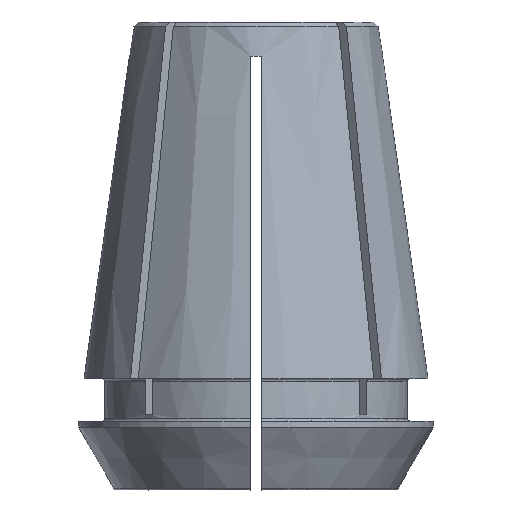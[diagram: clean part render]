
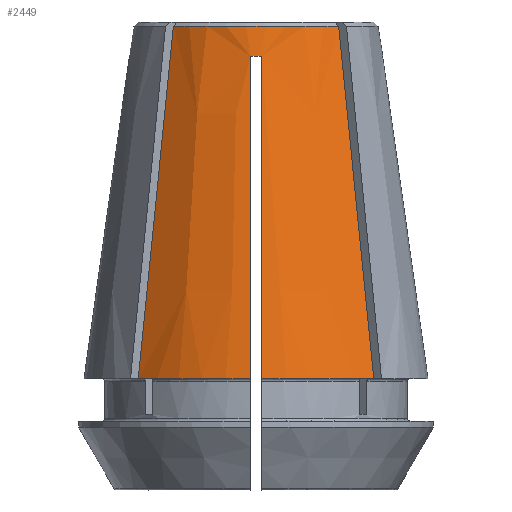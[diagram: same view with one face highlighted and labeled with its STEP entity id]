
A CAD part, front view. The second image highlights one B-rep face of the part: STEP entity #2449.
In plain terms, the highlighted conical face has half-angle 8 degrees and reference radius 8.86 mm.
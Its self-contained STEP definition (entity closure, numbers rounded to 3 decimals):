
#72=B_SPLINE_CURVE_WITH_KNOTS('',3,(#3641,#3642,#3643,#3644,#3645,#3646,
#3647),.UNSPECIFIED.,.F.,.F.,(4,3,4),(0.,0.022,
0.026),.UNSPECIFIED.);
#73=B_SPLINE_CURVE_WITH_KNOTS('',3,(#3651,#3652,#3653,#3654,#3655,#3656,
#3657),.UNSPECIFIED.,.F.,.F.,(4,3,4),(0.,0.016,
0.026),.UNSPECIFIED.);
#74=B_SPLINE_CURVE_WITH_KNOTS('',3,(#3661,#3662,#3663,#3664,#3665,#3666,
#3667,#3668,#3669,#3670),.UNSPECIFIED.,.F.,.F.,(4,3,3,4),(0.014,
0.017,0.034,0.038),.UNSPECIFIED.);
#75=B_SPLINE_CURVE_WITH_KNOTS('',3,(#3674,#3675,#3676,#3677,#3678,#3679,
#3680,#3681,#3682,#3683),.UNSPECIFIED.,.F.,.F.,(4,3,3,4),(0.014,
0.017,0.034,0.038),.UNSPECIFIED.);
#136=CONICAL_SURFACE('',#2598,8.86,0.14);
#532=ORIENTED_EDGE('',*,*,#1324,.T.);
#533=ORIENTED_EDGE('',*,*,#1325,.T.);
#534=ORIENTED_EDGE('',*,*,#1326,.F.);
#535=ORIENTED_EDGE('',*,*,#1327,.T.);
#536=ORIENTED_EDGE('',*,*,#1328,.T.);
#537=ORIENTED_EDGE('',*,*,#1329,.F.);
#538=ORIENTED_EDGE('',*,*,#1330,.F.);
#539=ORIENTED_EDGE('',*,*,#1331,.T.);
#1324=EDGE_CURVE('',#1720,#1721,#1980,.T.);
#1325=EDGE_CURVE('',#1721,#1722,#72,.T.);
#1326=EDGE_CURVE('',#1723,#1722,#1981,.T.);
#1327=EDGE_CURVE('',#1723,#1724,#73,.T.);
#1328=EDGE_CURVE('',#1724,#1725,#1982,.T.);
#1329=EDGE_CURVE('',#1726,#1725,#74,.T.);
#1330=EDGE_CURVE('',#1727,#1726,#1983,.T.);
#1331=EDGE_CURVE('',#1727,#1720,#75,.T.);
#1720=VERTEX_POINT('',#3639);
#1721=VERTEX_POINT('',#3640);
#1722=VERTEX_POINT('',#3648);
#1723=VERTEX_POINT('',#3650);
#1724=VERTEX_POINT('',#3658);
#1725=VERTEX_POINT('',#3660);
#1726=VERTEX_POINT('',#3671);
#1727=VERTEX_POINT('',#3673);
#1980=CIRCLE('',#2599,12.5);
#1981=CIRCLE('',#2600,8.902);
#1982=CIRCLE('',#2601,12.5);
#1983=CIRCLE('',#2602,9.211);
#2125=EDGE_LOOP('',(#532,#533,#534,#535,#536,#537,#538,#539));
#2257=FACE_BOUND('',#2125,.T.);
#2449=ADVANCED_FACE('',(#2257),#136,.T.);
#2598=AXIS2_PLACEMENT_3D('',#3637,#2889,#2890);
#2599=AXIS2_PLACEMENT_3D('',#3638,#2891,#2892);
#2600=AXIS2_PLACEMENT_3D('',#3649,#2893,#2894);
#2601=AXIS2_PLACEMENT_3D('',#3659,#2895,#2896);
#2602=AXIS2_PLACEMENT_3D('',#3672,#2897,#2898);
#2889=DIRECTION('',(0.,0.,-1.));
#2890=DIRECTION('',(-1.,0.,0.));
#2891=DIRECTION('',(0.,0.,1.));
#2892=DIRECTION('',(1.,0.,0.));
#2893=DIRECTION('',(0.,0.,1.));
#2894=DIRECTION('',(1.,0.,0.));
#2895=DIRECTION('',(0.,0.,1.));
#2896=DIRECTION('',(1.,0.,0.));
#2897=DIRECTION('',(0.,0.,-1.));
#2898=DIRECTION('',(-1.,0.,0.));
#3637=CARTESIAN_POINT('',(0.,0.,29.));
#3638=CARTESIAN_POINT('',(0.,0.,3.1));
#3639=CARTESIAN_POINT('',(0.4,-12.494,3.1));
#3640=CARTESIAN_POINT('',(8.551,-9.117,3.1));
#3641=CARTESIAN_POINT('',(8.551,-9.117,3.1));
#3642=CARTESIAN_POINT('',(7.831,-8.397,10.344));
#3643=CARTESIAN_POINT('',(7.111,-7.677,17.588));
#3644=CARTESIAN_POINT('',(6.39,-6.956,24.832));
#3645=CARTESIAN_POINT('',(6.262,-6.828,26.122));
#3646=CARTESIAN_POINT('',(6.134,-6.699,27.413));
#3647=CARTESIAN_POINT('',(6.005,-6.571,28.703));
#3648=CARTESIAN_POINT('',(6.005,-6.571,28.703));
#3649=CARTESIAN_POINT('',(0.,0.,28.703));
#3650=CARTESIAN_POINT('',(-6.005,-6.571,28.703));
#3651=CARTESIAN_POINT('',(-6.005,-6.571,28.703));
#3652=CARTESIAN_POINT('',(-6.518,-7.084,23.544));
#3653=CARTESIAN_POINT('',(-7.031,-7.597,18.386));
#3654=CARTESIAN_POINT('',(-7.544,-8.11,13.227));
#3655=CARTESIAN_POINT('',(-7.88,-8.446,9.851));
#3656=CARTESIAN_POINT('',(-8.216,-8.782,6.476));
#3657=CARTESIAN_POINT('',(-8.551,-9.117,3.1));
#3658=CARTESIAN_POINT('',(-8.551,-9.117,3.1));
#3659=CARTESIAN_POINT('',(0.,0.,3.1));
#3660=CARTESIAN_POINT('',(-0.4,-12.494,3.1));
#3661=CARTESIAN_POINT('',(-0.4,-9.203,26.5));
#3662=CARTESIAN_POINT('',(-0.4,-9.341,25.513));
#3663=CARTESIAN_POINT('',(-0.4,-9.48,24.527));
#3664=CARTESIAN_POINT('',(-0.4,-9.619,23.54));
#3665=CARTESIAN_POINT('',(-0.4,-10.404,17.961));
#3666=CARTESIAN_POINT('',(-0.4,-11.188,12.381));
#3667=CARTESIAN_POINT('',(-0.4,-11.973,6.802));
#3668=CARTESIAN_POINT('',(-0.4,-12.147,5.568));
#3669=CARTESIAN_POINT('',(-0.4,-12.32,4.334));
#3670=CARTESIAN_POINT('',(-0.4,-12.494,3.1));
#3671=CARTESIAN_POINT('',(-0.4,-9.203,26.5));
#3672=CARTESIAN_POINT('',(0.,0.,26.5));
#3673=CARTESIAN_POINT('',(0.4,-9.203,26.5));
#3674=CARTESIAN_POINT('',(0.4,-9.203,26.5));
#3675=CARTESIAN_POINT('',(0.4,-9.341,25.513));
#3676=CARTESIAN_POINT('',(0.4,-9.48,24.527));
#3677=CARTESIAN_POINT('',(0.4,-9.619,23.54));
#3678=CARTESIAN_POINT('',(0.4,-10.404,17.961));
#3679=CARTESIAN_POINT('',(0.4,-11.188,12.381));
#3680=CARTESIAN_POINT('',(0.4,-11.973,6.802));
#3681=CARTESIAN_POINT('',(0.4,-12.147,5.568));
#3682=CARTESIAN_POINT('',(0.4,-12.32,4.334));
#3683=CARTESIAN_POINT('',(0.4,-12.494,3.1));
